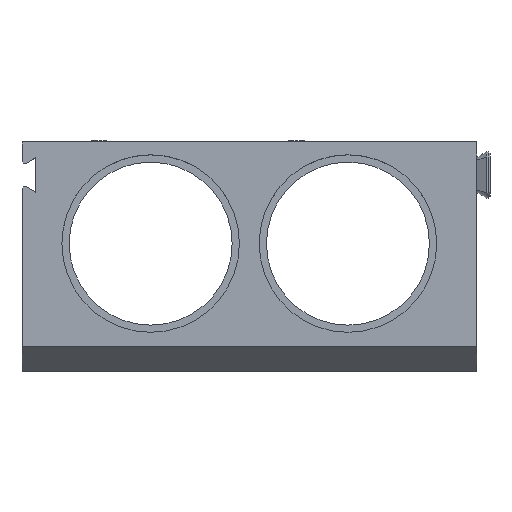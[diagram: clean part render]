
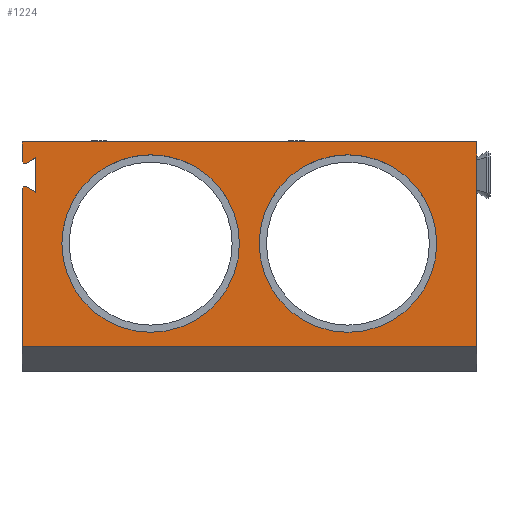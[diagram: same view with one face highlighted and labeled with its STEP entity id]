
A CAD part, top view. The second image highlights one B-rep face of the part: STEP entity #1224.
In plain terms, the highlighted planar face has unit normal (0, 0, 1).
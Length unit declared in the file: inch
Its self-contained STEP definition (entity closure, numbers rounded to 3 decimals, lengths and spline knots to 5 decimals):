
#67=FACE_BOUND('',#216,.T.);
#68=FACE_BOUND('',#217,.T.);
#86=CIRCLE('',#1327,0.5175);
#87=CIRCLE('',#1328,0.5175);
#131=FACE_OUTER_BOUND('',#215,.T.);
#215=EDGE_LOOP('',(#884,#885,#886,#887,#888,#889,#890,#891,#892,#893,#894,
#895));
#216=EDGE_LOOP('',(#896));
#217=EDGE_LOOP('',(#897));
#297=LINE('',#1804,#414);
#303=LINE('',#1814,#420);
#332=LINE('',#1891,#449);
#335=LINE('',#1906,#452);
#336=LINE('',#1907,#453);
#337=LINE('',#1909,#454);
#338=LINE('',#1911,#455);
#339=LINE('',#1913,#456);
#340=LINE('',#1914,#457);
#341=LINE('',#1916,#458);
#342=LINE('',#1918,#459);
#343=LINE('',#1919,#460);
#414=VECTOR('',#1438,0.3937);
#420=VECTOR('',#1446,0.3937);
#449=VECTOR('',#1503,0.3937);
#452=VECTOR('',#1514,0.3937);
#453=VECTOR('',#1515,0.3937);
#454=VECTOR('',#1516,0.3937);
#455=VECTOR('',#1517,0.3937);
#456=VECTOR('',#1518,0.3937);
#457=VECTOR('',#1519,0.3937);
#458=VECTOR('',#1520,0.3937);
#459=VECTOR('',#1521,0.3937);
#460=VECTOR('',#1522,0.3937);
#531=VERTEX_POINT('',#1802);
#532=VERTEX_POINT('',#1803);
#535=VERTEX_POINT('',#1812);
#565=VERTEX_POINT('',#1888);
#566=VERTEX_POINT('',#1890);
#570=VERTEX_POINT('',#1904);
#571=VERTEX_POINT('',#1905);
#572=VERTEX_POINT('',#1908);
#573=VERTEX_POINT('',#1910);
#574=VERTEX_POINT('',#1912);
#575=VERTEX_POINT('',#1915);
#576=VERTEX_POINT('',#1917);
#577=VERTEX_POINT('',#1920);
#578=VERTEX_POINT('',#1922);
#641=EDGE_CURVE('',#531,#532,#297,.T.);
#647=EDGE_CURVE('',#535,#531,#303,.T.);
#684=EDGE_CURVE('',#565,#566,#332,.T.);
#690=EDGE_CURVE('',#570,#571,#335,.T.);
#691=EDGE_CURVE('',#566,#570,#336,.T.);
#692=EDGE_CURVE('',#572,#565,#337,.T.);
#693=EDGE_CURVE('',#573,#572,#338,.T.);
#694=EDGE_CURVE('',#574,#573,#339,.T.);
#695=EDGE_CURVE('',#532,#574,#340,.T.);
#696=EDGE_CURVE('',#575,#535,#341,.T.);
#697=EDGE_CURVE('',#576,#575,#342,.T.);
#698=EDGE_CURVE('',#571,#576,#343,.T.);
#699=EDGE_CURVE('',#577,#577,#86,.T.);
#700=EDGE_CURVE('',#578,#578,#87,.T.);
#884=ORIENTED_EDGE('',*,*,#690,.F.);
#885=ORIENTED_EDGE('',*,*,#691,.F.);
#886=ORIENTED_EDGE('',*,*,#684,.F.);
#887=ORIENTED_EDGE('',*,*,#692,.F.);
#888=ORIENTED_EDGE('',*,*,#693,.F.);
#889=ORIENTED_EDGE('',*,*,#694,.F.);
#890=ORIENTED_EDGE('',*,*,#695,.F.);
#891=ORIENTED_EDGE('',*,*,#641,.F.);
#892=ORIENTED_EDGE('',*,*,#647,.F.);
#893=ORIENTED_EDGE('',*,*,#696,.F.);
#894=ORIENTED_EDGE('',*,*,#697,.F.);
#895=ORIENTED_EDGE('',*,*,#698,.F.);
#896=ORIENTED_EDGE('',*,*,#699,.F.);
#897=ORIENTED_EDGE('',*,*,#700,.F.);
#1176=PLANE('',#1326);
#1224=ADVANCED_FACE('',(#131,#67,#68),#1176,.F.);
#1326=AXIS2_PLACEMENT_3D('',#1903,#1512,#1513);
#1327=AXIS2_PLACEMENT_3D('',#1921,#1523,#1524);
#1328=AXIS2_PLACEMENT_3D('',#1923,#1525,#1526);
#1438=DIRECTION('',(-1.,0.,0.));
#1446=DIRECTION('',(0.,-1.,0.));
#1503=DIRECTION('',(0.,1.,0.));
#1512=DIRECTION('center_axis',(0.,0.,-1.));
#1513=DIRECTION('ref_axis',(-1.,0.,0.));
#1514=DIRECTION('',(-1.,0.,0.));
#1515=DIRECTION('',(-0.866,-0.5,0.));
#1516=DIRECTION('',(0.866,-0.5,0.));
#1517=DIRECTION('',(1.,0.,0.));
#1518=DIRECTION('',(0.707,0.707,0.));
#1519=DIRECTION('',(0.,1.,0.));
#1520=DIRECTION('',(1.,0.,0.));
#1521=DIRECTION('',(0.,1.,0.));
#1522=DIRECTION('',(-0.707,0.707,0.));
#1523=DIRECTION('center_axis',(0.,0.,1.));
#1524=DIRECTION('ref_axis',(1.,0.,0.));
#1525=DIRECTION('center_axis',(0.,0.,1.));
#1526=DIRECTION('ref_axis',(1.,0.,0.));
#1802=CARTESIAN_POINT('',(0.75,-0.6,0.22925));
#1803=CARTESIAN_POINT('',(-1.9,-0.6,0.22925));
#1804=CARTESIAN_POINT('',(-1.42656,-0.6,0.22925));
#1812=CARTESIAN_POINT('',(0.75,0.59213,0.22925));
#1814=CARTESIAN_POINT('',(0.75,-0.35,0.22925));
#1888=CARTESIAN_POINT('',(-1.82,0.3,0.22925));
#1890=CARTESIAN_POINT('',(-1.82,0.5,0.22925));
#1891=CARTESIAN_POINT('',(-1.82,-0.05,0.22925));
#1903=CARTESIAN_POINT('Origin',(-0.55,-0.1,0.22925));
#1904=CARTESIAN_POINT('',(-1.875,0.46825,0.22925));
#1905=CARTESIAN_POINT('',(-1.89,0.46825,0.22925));
#1906=CARTESIAN_POINT('',(-0.5625,0.46825,0.22925));
#1907=CARTESIAN_POINT('',(-1.11503,0.90701,0.22925));
#1908=CARTESIAN_POINT('',(-1.875,0.33175,0.22925));
#1909=CARTESIAN_POINT('',(-0.72532,-0.33201,0.22925));
#1910=CARTESIAN_POINT('',(-1.89,0.33175,0.22925));
#1911=CARTESIAN_POINT('',(-0.5625,0.33175,0.22925));
#1912=CARTESIAN_POINT('',(-1.9,0.32175,0.22925));
#1913=CARTESIAN_POINT('',(-1.66294,0.55882,0.22925));
#1914=CARTESIAN_POINT('',(-1.9,-0.35,0.22925));
#1915=CARTESIAN_POINT('',(-1.9,0.59213,0.22925));
#1916=CARTESIAN_POINT('',(0.1,0.59213,0.22925));
#1917=CARTESIAN_POINT('',(-1.9,0.47825,0.22925));
#1918=CARTESIAN_POINT('',(-1.9,-0.35,0.22925));
#1919=CARTESIAN_POINT('',(-1.41794,-0.00382,0.22925));
#1920=CARTESIAN_POINT('',(-0.5175,0.,0.22925));
#1921=CARTESIAN_POINT('Origin',(0.,0.,0.22925));
#1922=CARTESIAN_POINT('',(-1.6675,0.,0.22925));
#1923=CARTESIAN_POINT('Origin',(-1.15,0.,0.22925));
